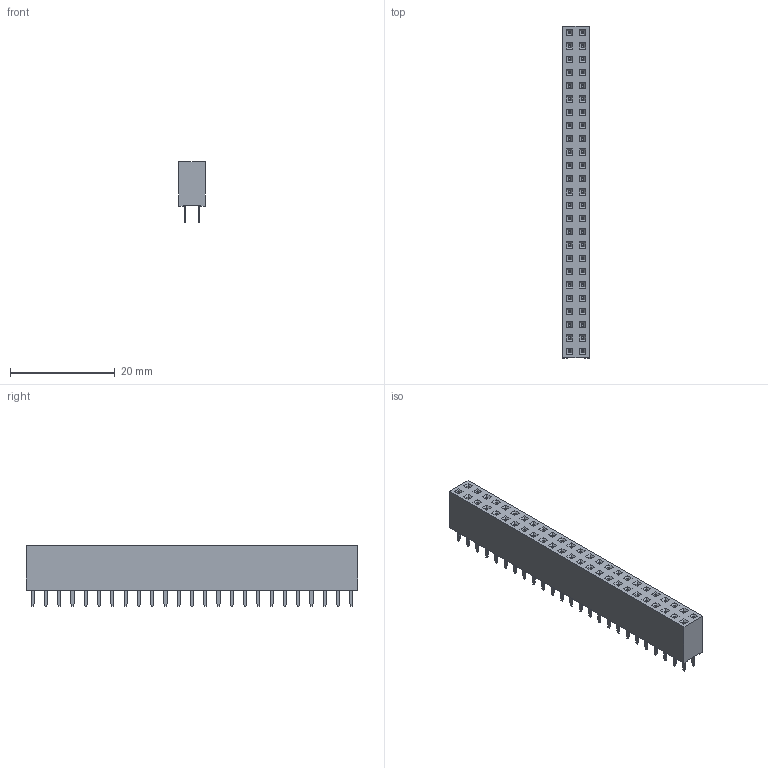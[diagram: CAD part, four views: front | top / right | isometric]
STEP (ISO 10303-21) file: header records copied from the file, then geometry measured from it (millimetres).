
FILE_DESCRIPTION(/* description */ ('model of PinSocket_2x25_P2.54mm_Vertical'),/* implementation_level */ '2;1');
FILE_NAME(/* name */ 'PinSocket_2x25_P2.54mm_Vertical.step',/* author */ ('KiCAD','kicad'),/* organization */ ('OCCT'),/* preprocessor_version */ '',/* originating_system */ 'KiCAD',/* authorisation */ '');
FILE_SCHEMA(('AUTOMOTIVE_DESIGN { 1 0 10303 214 1 1 1 1 }'));
Length unit declared in the file: millimetre
Products named in the file (1): PinSocket_2x25_P2.54mm_Vertical
Bounding box: 5.08 x 63.5 x 11.6 mm (x, y, z)
Volume: 2582 mm3; surface area: 3060.7 mm2
Topology: 1 solids, 1 shells, 1560 faces, 4024 edges, 2616 vertices
Faces by surface type: plane 1560
Entity records: 62041 total; most frequent: CARTESIAN_POINT 8201, ORIENTED_EDGE 8048, DIRECTION 7146, EDGE_CURVE 4024, LINE 4024, VECTOR 4024, VERTEX_POINT 2616, PRESENTATION_STYLE_ASSIGNMENT 1760
